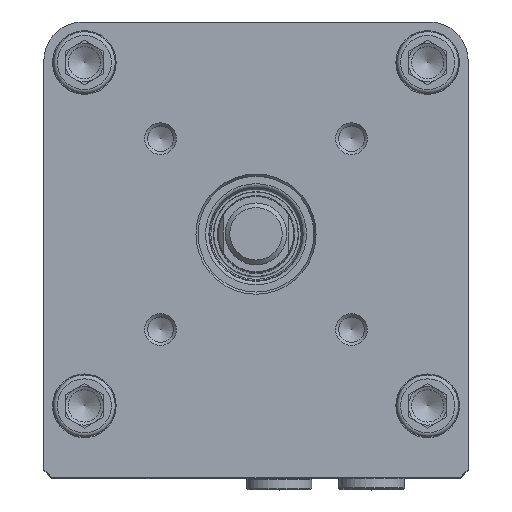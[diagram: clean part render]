
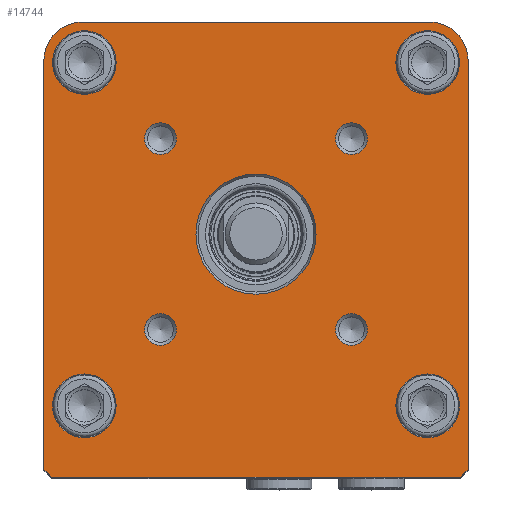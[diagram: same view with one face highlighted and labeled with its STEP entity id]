
A CAD part, top view. The second image highlights one B-rep face of the part: STEP entity #14744.
In plain terms, the highlighted planar face has unit normal (0, 0, 1).
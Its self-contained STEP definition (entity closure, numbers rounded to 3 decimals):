
#453=LINE('',#20463,#1241);
#457=LINE('',#20472,#1245);
#463=LINE('',#20581,#1251);
#464=LINE('',#20582,#1252);
#465=LINE('',#20583,#1253);
#466=LINE('',#20584,#1254);
#1241=VECTOR('',#17324,1000.);
#1245=VECTOR('',#17330,1000.);
#1251=VECTOR('',#17438,1000.);
#1252=VECTOR('',#17439,1000.);
#1253=VECTOR('',#17440,1000.);
#1254=VECTOR('',#17441,1000.);
#1921=PLANE('',#15666);
#2996=ORIENTED_EDGE('',*,*,#5332,.T.);
#2997=ORIENTED_EDGE('',*,*,#5296,.F.);
#2998=ORIENTED_EDGE('',*,*,#5333,.T.);
#2999=ORIENTED_EDGE('',*,*,#5304,.T.);
#3000=ORIENTED_EDGE('',*,*,#5334,.T.);
#3001=ORIENTED_EDGE('',*,*,#5300,.T.);
#3002=ORIENTED_EDGE('',*,*,#5335,.T.);
#3003=ORIENTED_EDGE('',*,*,#5292,.F.);
#3004=ORIENTED_EDGE('',*,*,#5325,.T.);
#3005=ORIENTED_EDGE('',*,*,#5321,.T.);
#3006=ORIENTED_EDGE('',*,*,#5317,.T.);
#3007=ORIENTED_EDGE('',*,*,#5313,.T.);
#3008=ORIENTED_EDGE('',*,*,#5276,.F.);
#3009=ORIENTED_EDGE('',*,*,#5278,.F.);
#3010=ORIENTED_EDGE('',*,*,#5280,.F.);
#3011=ORIENTED_EDGE('',*,*,#5282,.F.);
#3012=ORIENTED_EDGE('',*,*,#5261,.F.);
#5261=EDGE_CURVE('',#6516,#6516,#7424,.T.);
#5276=EDGE_CURVE('',#6531,#6531,#7434,.T.);
#5278=EDGE_CURVE('',#6533,#6533,#7436,.T.);
#5280=EDGE_CURVE('',#6535,#6535,#7438,.T.);
#5282=EDGE_CURVE('',#6537,#6537,#7440,.T.);
#5292=EDGE_CURVE('',#6551,#6552,#453,.T.);
#5296=EDGE_CURVE('',#6555,#6556,#457,.T.);
#5300=EDGE_CURVE('',#6560,#6559,#7449,.T.);
#5304=EDGE_CURVE('',#6564,#6563,#7451,.T.);
#5313=EDGE_CURVE('',#6571,#6571,#7456,.T.);
#5317=EDGE_CURVE('',#6575,#6575,#7460,.T.);
#5321=EDGE_CURVE('',#6579,#6579,#7464,.T.);
#5325=EDGE_CURVE('',#6583,#6583,#7468,.T.);
#5332=EDGE_CURVE('',#6551,#6556,#463,.T.);
#5333=EDGE_CURVE('',#6555,#6564,#464,.T.);
#5334=EDGE_CURVE('',#6563,#6560,#465,.T.);
#5335=EDGE_CURVE('',#6559,#6552,#466,.T.);
#6516=VERTEX_POINT('',#20370);
#6531=VERTEX_POINT('',#20417);
#6533=VERTEX_POINT('',#20422);
#6535=VERTEX_POINT('',#20427);
#6537=VERTEX_POINT('',#20432);
#6551=VERTEX_POINT('',#20462);
#6552=VERTEX_POINT('',#20464);
#6555=VERTEX_POINT('',#20471);
#6556=VERTEX_POINT('',#20473);
#6559=VERTEX_POINT('',#20480);
#6560=VERTEX_POINT('',#20482);
#6563=VERTEX_POINT('',#20489);
#6564=VERTEX_POINT('',#20491);
#6571=VERTEX_POINT('',#20529);
#6575=VERTEX_POINT('',#20540);
#6579=VERTEX_POINT('',#20551);
#6583=VERTEX_POINT('',#20562);
#7424=CIRCLE('',#15570,15.577);
#7434=CIRCLE('',#15591,4.124);
#7436=CIRCLE('',#15594,4.124);
#7438=CIRCLE('',#15597,4.124);
#7440=CIRCLE('',#15600,4.124);
#7449=CIRCLE('',#15618,10.);
#7451=CIRCLE('',#15621,10.);
#7456=CIRCLE('',#15632,8.25);
#7460=CIRCLE('',#15639,8.25);
#7464=CIRCLE('',#15646,8.25);
#7468=CIRCLE('',#15653,8.25);
#8066=EDGE_LOOP('',(#2996,#2997,#2998,#2999,#3000,#3001,#3002,#3003));
#8067=EDGE_LOOP('',(#3004));
#8068=EDGE_LOOP('',(#3005));
#8069=EDGE_LOOP('',(#3006));
#8070=EDGE_LOOP('',(#3007));
#8071=EDGE_LOOP('',(#3008));
#8072=EDGE_LOOP('',(#3009));
#8073=EDGE_LOOP('',(#3010));
#8074=EDGE_LOOP('',(#3011));
#8075=EDGE_LOOP('',(#3012));
#9114=FACE_BOUND('',#8066,.T.);
#9115=FACE_BOUND('',#8067,.T.);
#9116=FACE_BOUND('',#8068,.T.);
#9117=FACE_BOUND('',#8069,.T.);
#9118=FACE_BOUND('',#8070,.T.);
#9119=FACE_BOUND('',#8071,.T.);
#9120=FACE_BOUND('',#8072,.T.);
#9121=FACE_BOUND('',#8073,.T.);
#9122=FACE_BOUND('',#8074,.T.);
#9123=FACE_BOUND('',#8075,.T.);
#14744=ADVANCED_FACE('',(#9114,#9115,#9116,#9117,#9118,#9119,#9120,#9121,
#9122,#9123),#1921,.T.);
#15570=AXIS2_PLACEMENT_3D('',#20369,#17232,#17233);
#15591=AXIS2_PLACEMENT_3D('',#20416,#17274,#17275);
#15594=AXIS2_PLACEMENT_3D('',#20421,#17280,#17281);
#15597=AXIS2_PLACEMENT_3D('',#20426,#17286,#17287);
#15600=AXIS2_PLACEMENT_3D('',#20431,#17292,#17293);
#15618=AXIS2_PLACEMENT_3D('',#20481,#17337,#17338);
#15621=AXIS2_PLACEMENT_3D('',#20490,#17345,#17346);
#15632=AXIS2_PLACEMENT_3D('',#20528,#17368,#17369);
#15639=AXIS2_PLACEMENT_3D('',#20539,#17382,#17383);
#15646=AXIS2_PLACEMENT_3D('',#20550,#17396,#17397);
#15653=AXIS2_PLACEMENT_3D('',#20561,#17410,#17411);
#15666=AXIS2_PLACEMENT_3D('',#20580,#17436,#17437);
#17232=DIRECTION('',(0.,0.,1.));
#17233=DIRECTION('',(1.,0.,0.));
#17274=DIRECTION('',(0.,0.,1.));
#17275=DIRECTION('',(1.,0.,0.));
#17280=DIRECTION('',(0.,0.,1.));
#17281=DIRECTION('',(1.,0.,0.));
#17286=DIRECTION('',(0.,0.,1.));
#17287=DIRECTION('',(1.,0.,0.));
#17292=DIRECTION('',(0.,0.,1.));
#17293=DIRECTION('',(1.,0.,0.));
#17324=DIRECTION('',(-0.707,0.707,0.));
#17330=DIRECTION('',(-0.707,-0.707,0.));
#17337=DIRECTION('',(0.,0.,1.));
#17338=DIRECTION('',(1.,0.,0.));
#17345=DIRECTION('',(0.,0.,1.));
#17346=DIRECTION('',(1.,0.,0.));
#17368=DIRECTION('',(0.,0.,-1.));
#17369=DIRECTION('',(0.,-1.,0.));
#17382=DIRECTION('',(0.,0.,-1.));
#17383=DIRECTION('',(0.,-1.,0.));
#17396=DIRECTION('',(0.,0.,-1.));
#17397=DIRECTION('',(0.,-1.,0.));
#17410=DIRECTION('',(0.,0.,-1.));
#17411=DIRECTION('',(0.,-1.,0.));
#17436=DIRECTION('',(0.,0.,1.));
#17437=DIRECTION('',(1.,0.,0.));
#17438=DIRECTION('',(1.,0.,0.));
#17439=DIRECTION('',(0.,1.,0.));
#17440=DIRECTION('',(-1.,0.,0.));
#17441=DIRECTION('',(0.,-1.,0.));
#20369=CARTESIAN_POINT('',(150.,0.,240.));
#20370=CARTESIAN_POINT('',(165.577,0.,240.));
#20416=CARTESIAN_POINT('',(174.749,-24.749,240.));
#20417=CARTESIAN_POINT('',(178.872,-24.749,240.));
#20421=CARTESIAN_POINT('',(125.251,-24.749,240.));
#20422=CARTESIAN_POINT('',(129.375,-24.749,240.));
#20426=CARTESIAN_POINT('',(125.251,24.749,240.));
#20427=CARTESIAN_POINT('',(129.375,24.749,240.));
#20431=CARTESIAN_POINT('',(174.749,24.749,240.));
#20432=CARTESIAN_POINT('',(178.872,24.749,240.));
#20462=CARTESIAN_POINT('',(97.,-63.,240.));
#20463=CARTESIAN_POINT('',(93.093,-59.093,240.));
#20464=CARTESIAN_POINT('',(95.,-61.,240.));
#20471=CARTESIAN_POINT('',(205.,-61.,240.));
#20472=CARTESIAN_POINT('',(221.423,-44.577,240.));
#20473=CARTESIAN_POINT('',(203.,-63.,240.));
#20480=CARTESIAN_POINT('',(95.,45.,240.));
#20481=CARTESIAN_POINT('',(105.,45.,240.));
#20482=CARTESIAN_POINT('',(105.,55.,240.));
#20489=CARTESIAN_POINT('',(195.,55.,240.));
#20490=CARTESIAN_POINT('',(195.,45.,240.));
#20491=CARTESIAN_POINT('',(205.,45.,240.));
#20528=CARTESIAN_POINT('',(105.5,-44.5,240.));
#20529=CARTESIAN_POINT('',(105.5,-52.75,240.));
#20539=CARTESIAN_POINT('',(194.5,-44.5,240.));
#20540=CARTESIAN_POINT('',(194.5,-52.75,240.));
#20550=CARTESIAN_POINT('',(194.5,44.5,240.));
#20551=CARTESIAN_POINT('',(194.5,36.25,240.));
#20561=CARTESIAN_POINT('',(105.5,44.5,240.));
#20562=CARTESIAN_POINT('',(105.5,36.25,240.));
#20580=CARTESIAN_POINT('',(164.515,12.33,240.));
#20581=CARTESIAN_POINT('',(95.,-63.,240.));
#20582=CARTESIAN_POINT('',(205.,-63.,240.));
#20583=CARTESIAN_POINT('',(205.,55.,240.));
#20584=CARTESIAN_POINT('',(95.,55.,240.));
